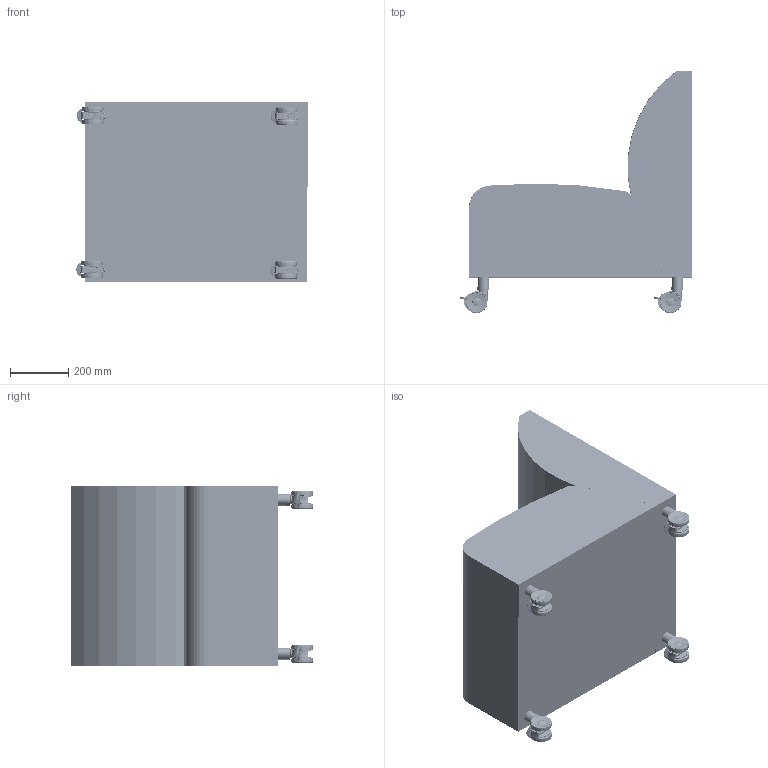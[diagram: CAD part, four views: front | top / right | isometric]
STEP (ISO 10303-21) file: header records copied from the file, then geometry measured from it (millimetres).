
FILE_DESCRIPTION(/* description */ (''),/* implementation_level */ '2;1');
FILE_NAME(/* name */ 'AS10NC.stp',/* time_stamp */ '2019-05-24T11:38:56-04:00',/* author */ ('emehringer'),/* organization */ (''),/* preprocessor_version */ 'ST-DEVELOPER v16.13',/* originating_system */ 'Autodesk Inventor 2018',/* authorisation */ '');
FILE_SCHEMA (('AUTOMOTIVE_DESIGN { 1 0 10303 214 3 1 1 }'));
Products named in the file (9): AS10N (casters); AS10 UBASE; LEG MBO7; LEG CAP RD1.5; 5945UAP075P30-10 LH; 5945UAP075P30-10 LH_housing; 5945UAP075P30-10 LH_axle; 5945UAP075P30-10 LH_brake; 5945UAP075P30-10 LH_castor
Assembly tree (18 placements, depth 3):
  AS10N (casters)
    AS10 UBASE
    LEG MBO7  x4
    LEG CAP RD1.5  x4
    5945UAP075P30-10 LH  x4
      5945UAP075P30-10 LH_housing
      5945UAP075P30-10 LH_axle
      5945UAP075P30-10 LH_brake
      5945UAP075P30-10 LH_castor
Bounding box: 792.65 x 830.36 x 617.98 mm (x, y, z)
Volume: 190253134.9 mm3; surface area: 3372627.4 mm2
Topology: 42 solids, 58 shells, 7387 faces, 19405 edges, 12286 vertices
Faces by surface type: plane 3309, cylinder 1642, torus 1296, cone 568, bspline 492, sphere 80
Full cylindrical faces by diameter (mm): 2.2 x4, 6.198 x4, 6.5 x4, 6.528 x4, 7.925 x12, 7.95 x4, 8 x12, 8.2 x4, 9.906 x8, 10 x4, 11 x4, 11.989 x8, 18 x4, 19.8 x16, 27.94 x4, 30 x8, 31.75 x4, 34.087 x16, 34.798 x4, 38.1 x4, 39.37 x4, 65.8 x8, 66.2 x8
Entity records: 49114 total; most frequent: CARTESIAN_POINT 15893, ORIENTED_EDGE 6948, DIRECTION 6790, EDGE_CURVE 3476, AXIS2_PLACEMENT_3D 2624, VERTEX_POINT 2223, EDGE_LOOP 1579, LINE 1542
